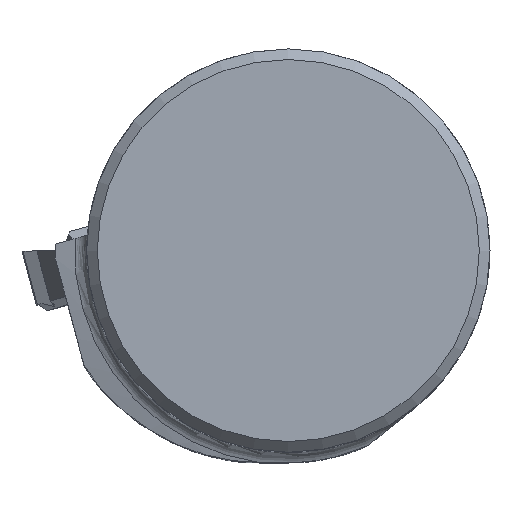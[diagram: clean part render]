
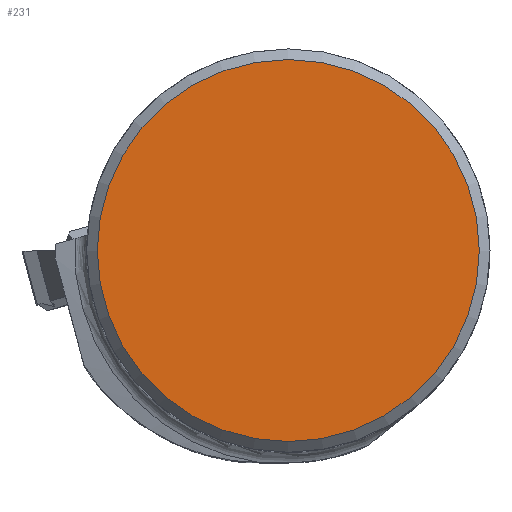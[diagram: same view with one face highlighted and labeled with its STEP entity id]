
A CAD part, top view. The second image highlights one B-rep face of the part: STEP entity #231.
In plain terms, the highlighted planar face has unit normal (0, 0, 1).
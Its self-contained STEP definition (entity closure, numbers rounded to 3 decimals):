
#192=CIRCLE('',#1800,9.471);
#231=ADVANCED_FACE('',(#373),#309,.T.);
#309=PLANE('',#1828);
#373=FACE_OUTER_BOUND('',#452,.T.);
#452=EDGE_LOOP('',(#636));
#636=ORIENTED_EDGE('',*,*,#1173,.F.);
#1015=VERTEX_POINT('',#2436);
#1173=EDGE_CURVE('',#1015,#1015,#192,.T.);
#1800=AXIS2_PLACEMENT_3D('',#2435,#1962,#1963);
#1828=AXIS2_PLACEMENT_3D('',#2668,#2035,#2036);
#1962=DIRECTION('',(0.,0.,-1.));
#1963=DIRECTION('',(1.,0.,0.));
#2035=DIRECTION('',(0.,0.,1.));
#2036=DIRECTION('',(1.,0.,0.));
#2435=CARTESIAN_POINT('',(0.,0.,0.));
#2436=CARTESIAN_POINT('',(9.471,0.,0.));
#2668=CARTESIAN_POINT('',(0.,0.,0.));
